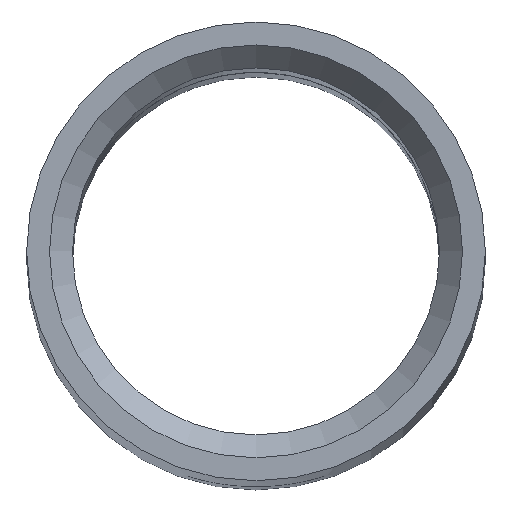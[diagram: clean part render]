
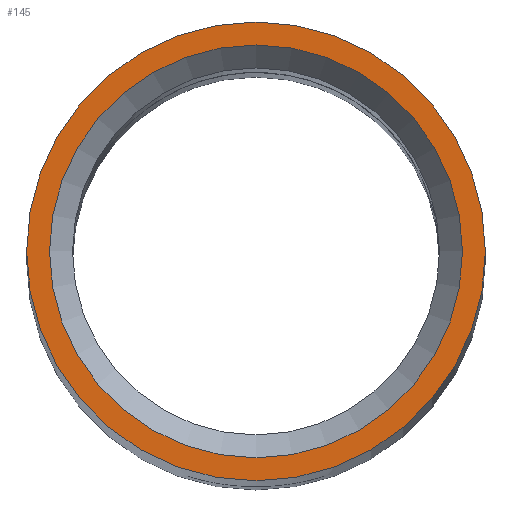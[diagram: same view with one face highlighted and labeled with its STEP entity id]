
A CAD part, top view. The second image highlights one B-rep face of the part: STEP entity #145.
In plain terms, the highlighted planar face has unit normal (0, 0, 1).
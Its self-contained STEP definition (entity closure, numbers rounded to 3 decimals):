
#15=PLANE('',#171);
#18=FACE_BOUND('',#41,.T.);
#22=CIRCLE('',#167,4.5);
#25=CIRCLE('',#172,5.);
#32=FACE_OUTER_BOUND('',#40,.T.);
#40=EDGE_LOOP('',(#125));
#41=EDGE_LOOP('',(#126));
#75=VERTEX_POINT('',#344);
#78=VERTEX_POINT('',#355);
#90=EDGE_CURVE('',#75,#75,#22,.T.);
#96=EDGE_CURVE('',#78,#78,#25,.T.);
#125=ORIENTED_EDGE('',*,*,#96,.T.);
#126=ORIENTED_EDGE('',*,*,#90,.F.);
#145=ADVANCED_FACE('',(#32,#18),#15,.T.);
#167=AXIS2_PLACEMENT_3D('',#345,#190,#191);
#171=AXIS2_PLACEMENT_3D('',#354,#201,#202);
#172=AXIS2_PLACEMENT_3D('',#356,#203,#204);
#190=DIRECTION('center_axis',(0.,0.,1.));
#191=DIRECTION('ref_axis',(1.,0.,0.));
#201=DIRECTION('center_axis',(0.,0.,1.));
#202=DIRECTION('ref_axis',(1.,0.,0.));
#203=DIRECTION('center_axis',(0.,0.,1.));
#204=DIRECTION('ref_axis',(1.,0.,0.));
#344=CARTESIAN_POINT('',(-4.5,-110.,45.5));
#345=CARTESIAN_POINT('Origin',(0.,-110.,45.5));
#354=CARTESIAN_POINT('Origin',(0.,-110.,45.5));
#355=CARTESIAN_POINT('',(-5.,-110.,45.5));
#356=CARTESIAN_POINT('Origin',(0.,-110.,45.5));
